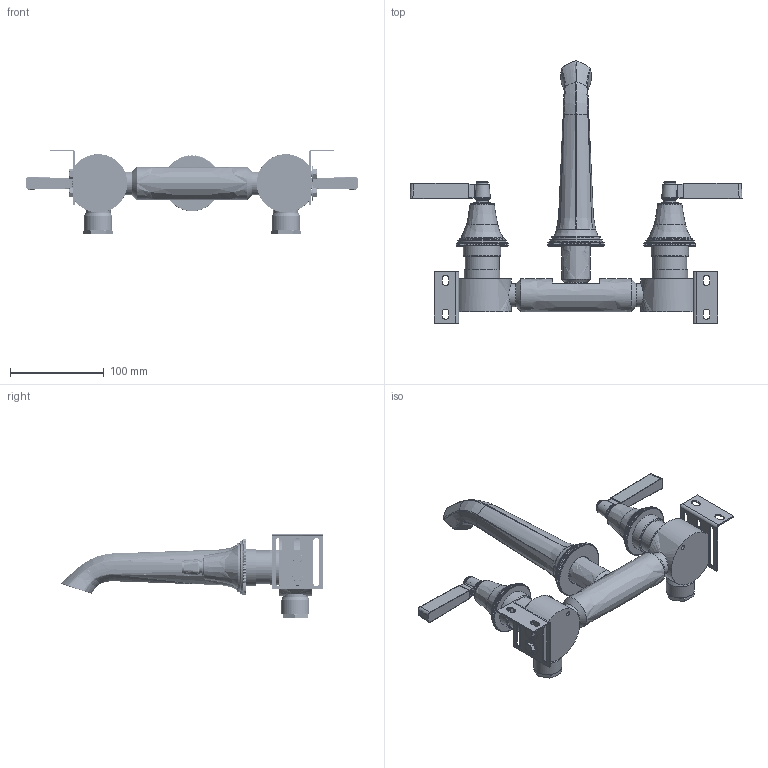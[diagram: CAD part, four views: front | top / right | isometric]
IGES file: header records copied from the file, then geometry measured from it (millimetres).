
Global section: file name: V6K17-M; native system: Autodesk Inventor 2018; preprocessor: unknown; author: adaniels; date: 20180328.153944; units: millimetre
Bounding box: 353.8 x 279.59 x 90.5 mm (x, y, z)
Volume: 638656.8 mm3; surface area: 268881.9 mm2
Topology: 64 solids, 65 shells, 6798 faces, 18322 edges, 11688 vertices
Faces by surface type: bspline 6798
